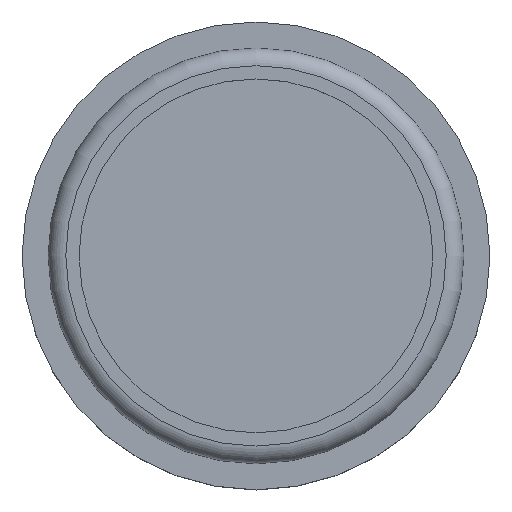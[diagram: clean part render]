
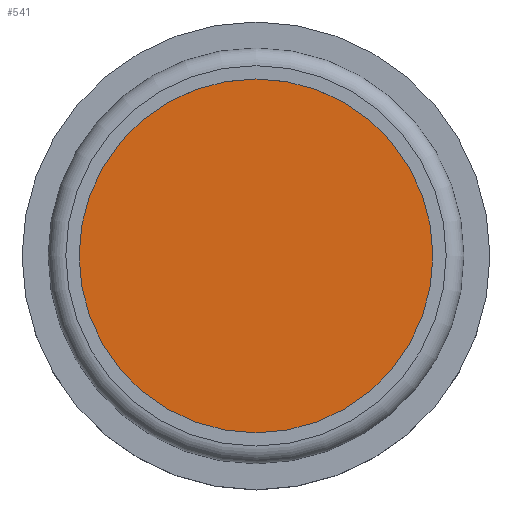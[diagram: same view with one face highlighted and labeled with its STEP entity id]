
A CAD part, top view. The second image highlights one B-rep face of the part: STEP entity #541.
In plain terms, the highlighted face is planar.
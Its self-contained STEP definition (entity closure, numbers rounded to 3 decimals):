
#241=ORIENTED_EDGE('',*,*,#289,.T.);
#257=CIRCLE('',#512,10.75);
#273=VERTEX_POINT('',#474);
#289=EDGE_CURVE('',#273,#273,#257,.T.);
#321=EDGE_LOOP('',(#241));
#353=FACE_BOUND('',#321,.T.);
#416=DIRECTION('',(0.,1.,0.));
#417=DIRECTION('',(0.,0.,10.75));
#418=DIRECTION('',(0.,1.,0.));
#419=DIRECTION('',(1.,0.,0.));
#474=CARTESIAN_POINT('',(30.344,17.284,0.));
#475=CARTESIAN_POINT('',(19.594,17.284,0.));
#476=CARTESIAN_POINT('',(19.594,17.284,0.));
#512=AXIS2_PLACEMENT_3D('',#475,#416,#417);
#513=AXIS2_PLACEMENT_3D('',#476,#418,#419);
#524=PLANE('',#513);
#541=ADVANCED_FACE('',(#353),#524,.T.);
